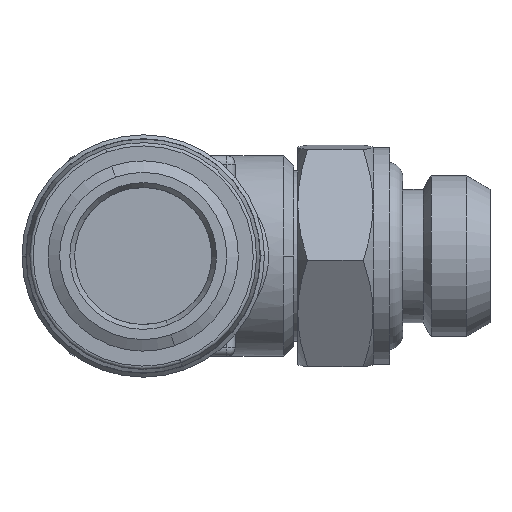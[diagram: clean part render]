
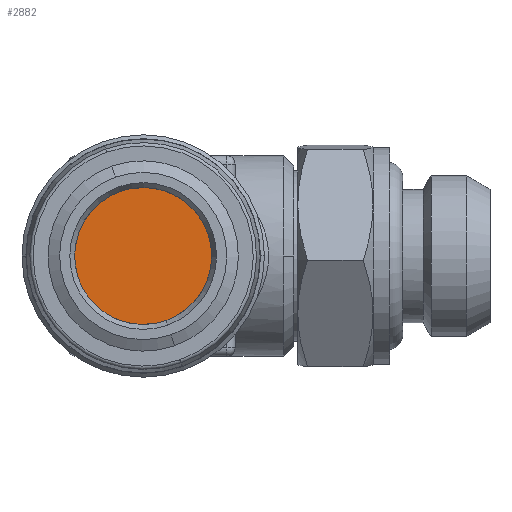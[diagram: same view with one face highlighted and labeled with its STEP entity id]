
A CAD part, left-side view. The second image highlights one B-rep face of the part: STEP entity #2882.
In plain terms, the highlighted planar face has unit normal (-1, 0, 0).
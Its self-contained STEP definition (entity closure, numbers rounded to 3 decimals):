
#212 = FACE_BOUND ( 'NONE', #1153, .T. ) ;
#213 = FACE_BOUND ( 'NONE', #1178, .T. ) ;
#216 = FACE_OUTER_BOUND ( 'NONE', #1189, .T. ) ;
#566 = CARTESIAN_POINT ( 'NONE',  ( -18., 19.5, 0. ) ) ;
#567 = DIRECTION ( 'NONE',  ( 1., 0., 0. ) ) ;
#568 = DIRECTION ( 'NONE',  ( 0., 1., 0. ) ) ;
#771 = CARTESIAN_POINT ( 'NONE',  ( -18., 19.5, -5.089 ) ) ;
#772 = CARTESIAN_POINT ( 'NONE',  ( -18., 19.5, 5.089 ) ) ;
#862 = CIRCLE ( 'NONE', #8279, 5.089 ) ;
#946 = VERTEX_POINT ( 'NONE', #4692 ) ;
#1121 = VERTEX_POINT ( 'NONE', #6810 ) ;
#1122 = VERTEX_POINT ( 'NONE', #6812 ) ;
#1123 = VERTEX_POINT ( 'NONE', #6814 ) ;
#1125 = VERTEX_POINT ( 'NONE', #6818 ) ;
#1153 = EDGE_LOOP ( 'NONE', ( #2965, #2966, #2967, #2968 ) ) ;
#1178 = EDGE_LOOP ( 'NONE', ( #2971, #2972, #2973, #2974 ) ) ;
#1189 = EDGE_LOOP ( 'NONE', ( #2969, #2970 ) ) ;
#1479 = EDGE_CURVE ( 'NONE', #946, #1121, #4857, .T. ) ;
#1480 = EDGE_CURVE ( 'NONE', #1121, #1123, #4855, .T. ) ;
#1481 = EDGE_CURVE ( 'NONE', #1123, #1925, #4860, .T. ) ;
#1482 = EDGE_CURVE ( 'NONE', #6807, #6804, #4861, .T. ) ;
#1483 = EDGE_CURVE ( 'NONE', #1920, #1122, #4858, .T. ) ;
#1484 = EDGE_CURVE ( 'NONE', #1122, #1125, #4863, .T. ) ;
#1485 = EDGE_CURVE ( 'NONE', #1125, #1902, #4866, .T. ) ;
#1628 = AXIS2_PLACEMENT_3D ( 'NONE', #5542, #5543, #5544 ) ;
#1629 = AXIS2_PLACEMENT_3D ( 'NONE', #5547, #5548, #5549 ) ;
#1630 = AXIS2_PLACEMENT_3D ( 'NONE', #5551, #5552, #5553 ) ;
#1902 = VERTEX_POINT ( 'NONE', #7251 ) ;
#1920 = VERTEX_POINT ( 'NONE', #7269 ) ;
#1925 = VERTEX_POINT ( 'NONE', #7274 ) ;
#2882 = ADVANCED_FACE ( 'NONE', ( #212, #216, #213 ), #4175, .T. ) ;
#2965 = ORIENTED_EDGE ( 'NONE', *, *, #5051, .T. ) ;
#2966 = ORIENTED_EDGE ( 'NONE', *, *, #1479, .T. ) ;
#2967 = ORIENTED_EDGE ( 'NONE', *, *, #1480, .T. ) ;
#2968 = ORIENTED_EDGE ( 'NONE', *, *, #1481, .T. ) ;
#2969 = ORIENTED_EDGE ( 'NONE', *, *, #1482, .F. ) ;
#2970 = ORIENTED_EDGE ( 'NONE', *, *, #6497, .F. ) ;
#2971 = ORIENTED_EDGE ( 'NONE', *, *, #5043, .T. ) ;
#2972 = ORIENTED_EDGE ( 'NONE', *, *, #1483, .T. ) ;
#2973 = ORIENTED_EDGE ( 'NONE', *, *, #1484, .T. ) ;
#2974 = ORIENTED_EDGE ( 'NONE', *, *, #1485, .T. ) ;
#3654 = AXIS2_PLACEMENT_3D ( 'NONE', #6082, #6083, #6084 ) ;
#3658 = AXIS2_PLACEMENT_3D ( 'NONE', #6101, #6102, #6103 ) ;
#4175 = PLANE ( 'NONE',  #6996 ) ;
#4181 = CARTESIAN_POINT ( 'NONE',  ( -18., 19.5, 0. ) ) ;
#4182 = DIRECTION ( 'NONE',  ( -1., 0., 0. ) ) ;
#4183 = DIRECTION ( 'NONE',  ( 0., -1., 0. ) ) ;
#4692 = CARTESIAN_POINT ( 'NONE',  ( -18., 21.62, 4.528 ) ) ;
#4855 = CIRCLE ( 'NONE', #1628, 4.1 ) ;
#4857 = LINE ( 'NONE', #5535, #4859 ) ;
#4858 = LINE ( 'NONE', #5546, #4865 ) ;
#4859 = VECTOR ( 'NONE', #5530, 1000. ) ;
#4860 = LINE ( 'NONE', #5540, #4862 ) ;
#4861 = CIRCLE ( 'NONE', #1629, 5.089 ) ;
#4862 = VECTOR ( 'NONE', #5536, 1000. ) ;
#4863 = CIRCLE ( 'NONE', #1630, 5. ) ;
#4865 = VECTOR ( 'NONE', #5541, 1000. ) ;
#4866 = LINE ( 'NONE', #5550, #4868 ) ;
#4868 = VECTOR ( 'NONE', #5545, 1000. ) ;
#5043 = EDGE_CURVE ( 'NONE', #1902, #1920, #8119, .T. ) ;
#5051 = EDGE_CURVE ( 'NONE', #1925, #946, #8131, .T. ) ;
#5530 = DIRECTION ( 'NONE',  ( 0., -0.331, -0.944 ) ) ;
#5535 = CARTESIAN_POINT ( 'NONE',  ( -18., 19.972, -0.166 ) ) ;
#5536 = DIRECTION ( 'NONE',  ( 0., -0.331, -0.944 ) ) ;
#5540 = CARTESIAN_POINT ( 'NONE',  ( -18., 19.972, -0.166 ) ) ;
#5541 = DIRECTION ( 'NONE',  ( 0., 0.331, 0.944 ) ) ;
#5542 = CARTESIAN_POINT ( 'NONE',  ( -18., 19.5, 0. ) ) ;
#5543 = DIRECTION ( 'NONE',  ( -1., 0., 0. ) ) ;
#5544 = DIRECTION ( 'NONE',  ( 0., -1., 0. ) ) ;
#5545 = DIRECTION ( 'NONE',  ( 0., 0.331, 0.944 ) ) ;
#5546 = CARTESIAN_POINT ( 'NONE',  ( -18., 19.028, 0.166 ) ) ;
#5547 = CARTESIAN_POINT ( 'NONE',  ( -18., 19.5, 0. ) ) ;
#5548 = DIRECTION ( 'NONE',  ( 1., 0., 0. ) ) ;
#5549 = DIRECTION ( 'NONE',  ( 0., 1., 0. ) ) ;
#5550 = CARTESIAN_POINT ( 'NONE',  ( -18., 19.028, 0.166 ) ) ;
#5551 = CARTESIAN_POINT ( 'NONE',  ( -18., 19.5, 0. ) ) ;
#5552 = DIRECTION ( 'NONE',  ( 1., 0., 0. ) ) ;
#5553 = DIRECTION ( 'NONE',  ( 0., -1., 0. ) ) ;
#6082 = CARTESIAN_POINT ( 'NONE',  ( -18., 19.5, 0. ) ) ;
#6083 = DIRECTION ( 'NONE',  ( -1., 0., 0. ) ) ;
#6084 = DIRECTION ( 'NONE',  ( 0., -1., 0. ) ) ;
#6101 = CARTESIAN_POINT ( 'NONE',  ( -18., 19.5, 0. ) ) ;
#6102 = DIRECTION ( 'NONE',  ( 1., 0., 0. ) ) ;
#6103 = DIRECTION ( 'NONE',  ( 0., -1., 0. ) ) ;
#6497 = EDGE_CURVE ( 'NONE', #6804, #6807, #862, .T. ) ;
#6804 = VERTEX_POINT ( 'NONE', #771 ) ;
#6807 = VERTEX_POINT ( 'NONE', #772 ) ;
#6810 = CARTESIAN_POINT ( 'NONE',  ( -18., 21.32, 3.674 ) ) ;
#6812 = CARTESIAN_POINT ( 'NONE',  ( -18., 20.677, 4.86 ) ) ;
#6814 = CARTESIAN_POINT ( 'NONE',  ( -18., 18.623, -4.005 ) ) ;
#6818 = CARTESIAN_POINT ( 'NONE',  ( -18., 17.38, -4.528 ) ) ;
#6996 = AXIS2_PLACEMENT_3D ( 'NONE', #4181, #4182, #4183 ) ;
#7251 = CARTESIAN_POINT ( 'NONE',  ( -18., 17.68, -3.674 ) ) ;
#7269 = CARTESIAN_POINT ( 'NONE',  ( -18., 20.377, 4.005 ) ) ;
#7274 = CARTESIAN_POINT ( 'NONE',  ( -18., 18.323, -4.86 ) ) ;
#8119 = CIRCLE ( 'NONE', #3654, 4.1 ) ;
#8131 = CIRCLE ( 'NONE', #3658, 5. ) ;
#8279 = AXIS2_PLACEMENT_3D ( 'NONE', #566, #567, #568 ) ;
